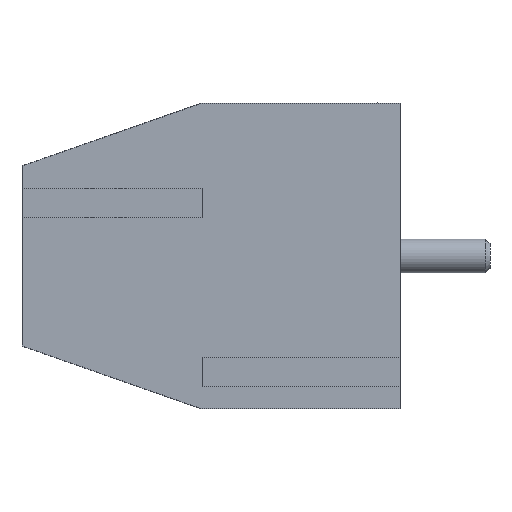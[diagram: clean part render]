
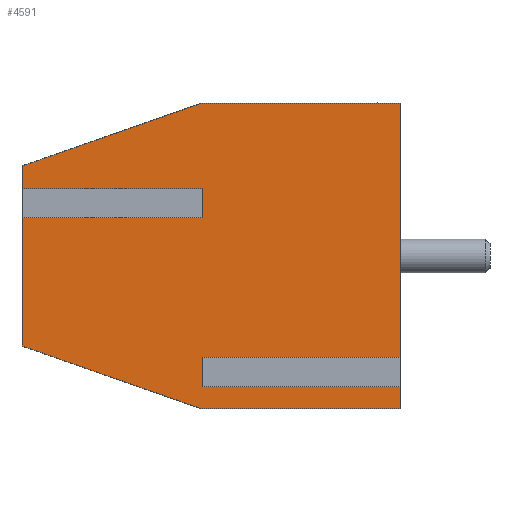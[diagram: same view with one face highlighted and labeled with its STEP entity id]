
A CAD part, left-side view. The second image highlights one B-rep face of the part: STEP entity #4591.
In plain terms, the highlighted planar face has unit normal (-1, 0, 0).
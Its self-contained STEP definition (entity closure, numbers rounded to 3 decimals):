
#164=PLANE('',#4921);
#365=FACE_OUTER_BOUND('',#636,.T.);
#636=EDGE_LOOP('',(#3590,#3591,#3592,#3593,#3594,#3595,#3596,#3597,#3598,
#3599,#3600,#3601,#3602,#3603));
#837=LINE('',#6589,#1354);
#894=LINE('',#6716,#1411);
#898=LINE('',#6724,#1415);
#1023=LINE('',#7022,#1540);
#1027=LINE('',#7030,#1544);
#1029=LINE('',#7035,#1546);
#1033=LINE('',#7042,#1550);
#1035=LINE('',#7045,#1552);
#1037=LINE('',#7050,#1554);
#1042=LINE('',#7060,#1559);
#1044=LINE('',#7063,#1561);
#1045=LINE('',#7066,#1562);
#1047=LINE('',#7069,#1564);
#1048=LINE('',#7071,#1565);
#1354=VECTOR('',#5233,10.);
#1411=VECTOR('',#5310,10.);
#1415=VECTOR('',#5314,10.);
#1540=VECTOR('',#5629,10.);
#1544=VECTOR('',#5633,10.);
#1546=VECTOR('',#5637,10.);
#1550=VECTOR('',#5643,10.);
#1552=VECTOR('',#5647,10.);
#1554=VECTOR('',#5653,10.);
#1559=VECTOR('',#5662,10.);
#1561=VECTOR('',#5666,10.);
#1562=VECTOR('',#5669,10.);
#1564=VECTOR('',#5673,10.);
#1565=VECTOR('',#5676,10.);
#2004=VERTEX_POINT('',#6586);
#2005=VERTEX_POINT('',#6588);
#2065=VERTEX_POINT('',#6715);
#2068=VERTEX_POINT('',#6721);
#2069=VERTEX_POINT('',#6723);
#2146=VERTEX_POINT('',#7019);
#2147=VERTEX_POINT('',#7021);
#2150=VERTEX_POINT('',#7027);
#2151=VERTEX_POINT('',#7029);
#2152=VERTEX_POINT('',#7033);
#2153=VERTEX_POINT('',#7034);
#2156=VERTEX_POINT('',#7049);
#2159=VERTEX_POINT('',#7059);
#2160=VERTEX_POINT('',#7065);
#2439=EDGE_CURVE('',#2005,#2004,#837,.T.);
#2505=EDGE_CURVE('',#2065,#2005,#894,.T.);
#2509=EDGE_CURVE('',#2069,#2068,#898,.T.);
#2658=EDGE_CURVE('',#2146,#2147,#1023,.T.);
#2662=EDGE_CURVE('',#2150,#2151,#1027,.T.);
#2664=EDGE_CURVE('',#2152,#2153,#1029,.T.);
#2668=EDGE_CURVE('',#2153,#2147,#1033,.T.);
#2670=EDGE_CURVE('',#2150,#2152,#1035,.T.);
#2672=EDGE_CURVE('',#2156,#2065,#1037,.T.);
#2677=EDGE_CURVE('',#2159,#2156,#1042,.T.);
#2679=EDGE_CURVE('',#2068,#2159,#1044,.T.);
#2680=EDGE_CURVE('',#2146,#2160,#1045,.T.);
#2682=EDGE_CURVE('',#2069,#2160,#1047,.T.);
#2683=EDGE_CURVE('',#2151,#2004,#1048,.T.);
#3590=ORIENTED_EDGE('',*,*,#2668,.T.);
#3591=ORIENTED_EDGE('',*,*,#2658,.F.);
#3592=ORIENTED_EDGE('',*,*,#2680,.T.);
#3593=ORIENTED_EDGE('',*,*,#2682,.F.);
#3594=ORIENTED_EDGE('',*,*,#2509,.T.);
#3595=ORIENTED_EDGE('',*,*,#2679,.T.);
#3596=ORIENTED_EDGE('',*,*,#2677,.T.);
#3597=ORIENTED_EDGE('',*,*,#2672,.T.);
#3598=ORIENTED_EDGE('',*,*,#2505,.T.);
#3599=ORIENTED_EDGE('',*,*,#2439,.T.);
#3600=ORIENTED_EDGE('',*,*,#2683,.F.);
#3601=ORIENTED_EDGE('',*,*,#2662,.F.);
#3602=ORIENTED_EDGE('',*,*,#2670,.T.);
#3603=ORIENTED_EDGE('',*,*,#2664,.T.);
#4591=ADVANCED_FACE('',(#365),#164,.F.);
#4921=AXIS2_PLACEMENT_3D('',#7072,#5677,#5678);
#5233=DIRECTION('',(0.,1.,0.));
#5310=DIRECTION('',(0.,0.,1.));
#5314=DIRECTION('',(0.,0.,1.));
#5629=DIRECTION('',(0.,0.,1.));
#5633=DIRECTION('',(0.,0.,1.));
#5637=DIRECTION('',(0.,0.,-1.));
#5643=DIRECTION('',(0.,1.,0.));
#5647=DIRECTION('',(0.,-1.,0.));
#5653=DIRECTION('',(0.,-1.,0.));
#5662=DIRECTION('',(0.,0.,1.));
#5666=DIRECTION('',(0.,1.,0.));
#5669=DIRECTION('',(0.,-0.944,-0.33));
#5673=DIRECTION('',(0.,1.,0.));
#5676=DIRECTION('',(0.,-0.944,0.33));
#5677=DIRECTION('center_axis',(1.,0.,0.));
#5678=DIRECTION('ref_axis',(0.,0.,-1.));
#6586=CARTESIAN_POINT('',(-8.75,4.4,3.4));
#6588=CARTESIAN_POINT('',(-8.75,0.,3.4));
#6589=CARTESIAN_POINT('',(-8.75,0.,3.4));
#6715=CARTESIAN_POINT('',(-8.75,0.,-2.25));
#6716=CARTESIAN_POINT('',(-8.75,0.,0.));
#6721=CARTESIAN_POINT('',(-8.75,0.,-2.9));
#6723=CARTESIAN_POINT('',(-8.75,0.,-3.4));
#6724=CARTESIAN_POINT('',(-8.75,0.,0.));
#7019=CARTESIAN_POINT('',(-8.75,8.4,-2.));
#7021=CARTESIAN_POINT('',(-8.75,8.4,0.85));
#7022=CARTESIAN_POINT('',(-8.75,8.4,0.));
#7027=CARTESIAN_POINT('',(-8.75,8.4,1.5));
#7029=CARTESIAN_POINT('',(-8.75,8.4,2.));
#7030=CARTESIAN_POINT('',(-8.75,8.4,0.));
#7033=CARTESIAN_POINT('',(-8.75,4.4,1.5));
#7034=CARTESIAN_POINT('',(-8.75,4.4,0.85));
#7035=CARTESIAN_POINT('',(-8.75,4.4,0.425));
#7042=CARTESIAN_POINT('',(-8.75,6.3,0.85));
#7045=CARTESIAN_POINT('',(-8.75,4.3,1.5));
#7049=CARTESIAN_POINT('',(-8.75,4.4,-2.25));
#7050=CARTESIAN_POINT('',(-8.75,4.3,-2.25));
#7059=CARTESIAN_POINT('',(-8.75,4.4,-2.9));
#7060=CARTESIAN_POINT('',(-8.75,4.4,-1.45));
#7063=CARTESIAN_POINT('',(-8.75,2.1,-2.9));
#7065=CARTESIAN_POINT('',(-8.75,4.4,-3.4));
#7066=CARTESIAN_POINT('',(-8.75,8.4,-2.));
#7069=CARTESIAN_POINT('',(-8.75,0.,-3.4));
#7071=CARTESIAN_POINT('',(-8.75,8.4,2.));
#7072=CARTESIAN_POINT('Origin',(-8.75,4.2,0.));
